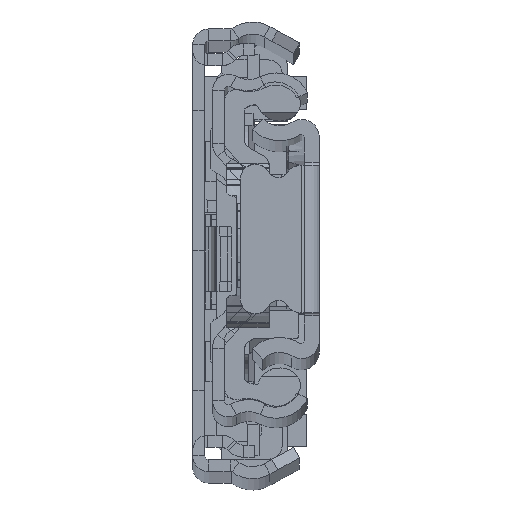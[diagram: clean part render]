
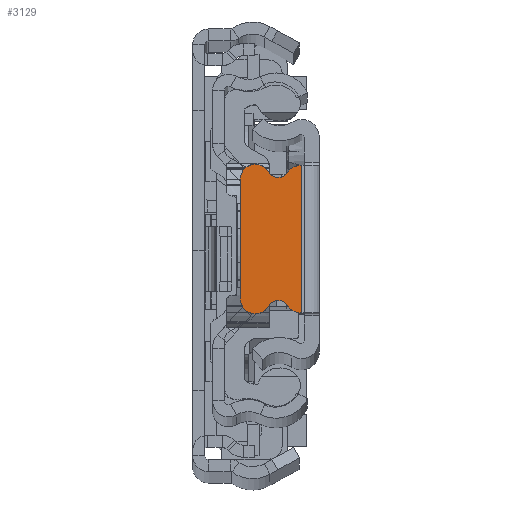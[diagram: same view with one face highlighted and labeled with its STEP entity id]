
A CAD part, top view. The second image highlights one B-rep face of the part: STEP entity #3129.
In plain terms, the highlighted planar face has unit normal (0, 0, 1).
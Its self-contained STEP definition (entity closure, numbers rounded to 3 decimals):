
#123 = CARTESIAN_POINT ( 'NONE',  ( -1.929, -7.37, 0. ) ) ;
#226 = CARTESIAN_POINT ( 'NONE',  ( -7.929, -6., 0. ) ) ;
#1710 = ORIENTED_EDGE ( 'NONE', *, *, #25616, .T. ) ;
#2435 = LINE ( 'NONE', #13453, #12641 ) ;
#2623 = DIRECTION ( 'NONE',  ( -1., 0., 0. ) ) ;
#2872 = AXIS2_PLACEMENT_3D ( 'NONE', #22462, #11293, #8968 ) ;
#3129 = ADVANCED_FACE ( 'NONE', ( #32987 ), #27823, .T. ) ;
#3551 = DIRECTION ( 'NONE',  ( 1., 0., 0. ) ) ;
#4049 = EDGE_CURVE ( 'NONE', #4865, #17043, #4072, .T. ) ;
#4072 = CIRCLE ( 'NONE', #15417, 1.5 ) ;
#4236 = DIRECTION ( 'NONE',  ( 0., 0., -1. ) ) ;
#4406 = CARTESIAN_POINT ( 'NONE',  ( -1.929, 7.37, 0. ) ) ;
#4405 = DIRECTION ( 'NONE',  ( -1., 0., 0. ) ) ;
#4815 = VERTEX_POINT ( 'NONE', #9585 ) ;
#4865 = VERTEX_POINT ( 'NONE', #4406 ) ;
#5337 = CIRCLE ( 'NONE', #28055, 1.1 ) ;
#5360 = DIRECTION ( 'NONE',  ( 0., 0., 1. ) ) ;
#5429 = ORIENTED_EDGE ( 'NONE', *, *, #33747, .T. ) ;
#7430 = DIRECTION ( 'NONE',  ( -1., 0., 0. ) ) ;
#7723 = VERTEX_POINT ( 'NONE', #30095 ) ;
#7776 = DIRECTION ( 'NONE',  ( 0., 0., 1. ) ) ;
#8545 = EDGE_CURVE ( 'NONE', #7723, #14445, #9832, .T. ) ;
#8927 = CARTESIAN_POINT ( 'NONE',  ( -1.929, -7.37, 0. ) ) ;
#8968 = DIRECTION ( 'NONE',  ( 1., 0., 0. ) ) ;
#9102 = EDGE_CURVE ( 'NONE', #4865, #9272, #2435, .T. ) ;
#9272 = VERTEX_POINT ( 'NONE', #27518 ) ;
#9585 = CARTESIAN_POINT ( 'NONE',  ( -1.75, -7.37, 0. ) ) ;
#9832 = CIRCLE ( 'NONE', #26890, 1.5 ) ;
#9947 = CARTESIAN_POINT ( 'NONE',  ( -5.109, -6.713, 0. ) ) ;
#10214 = EDGE_CURVE ( 'NONE', #12362, #7723, #5337, .T. ) ;
#11019 = CARTESIAN_POINT ( 'NONE',  ( -5.109, 6.713, 0. ) ) ;
#11293 = DIRECTION ( 'NONE',  ( 0., 0., 1. ) ) ;
#11823 = DIRECTION ( 'NONE',  ( 1., 0., 0. ) ) ;
#12362 = VERTEX_POINT ( 'NONE', #9947 ) ;
#12495 = EDGE_CURVE ( 'NONE', #4815, #14445, #27013, .T. ) ;
#12641 = VECTOR ( 'NONE', #21626, 1000. ) ;
#12753 = EDGE_CURVE ( 'NONE', #9272, #4815, #23163, .T. ) ;
#13271 = ORIENTED_EDGE ( 'NONE', *, *, #4049, .T. ) ;
#13453 = CARTESIAN_POINT ( 'NONE',  ( -1.929, 7.37, 0. ) ) ;
#14183 = CIRCLE ( 'NONE', #34627, 1.5 ) ;
#14227 = CIRCLE ( 'NONE', #27293, 1.1 ) ;
#14445 = VERTEX_POINT ( 'NONE', #8927 ) ;
#14462 = DIRECTION ( 'NONE',  ( 0., 0., 1. ) ) ;
#14562 = CARTESIAN_POINT ( 'NONE',  ( -7.929, 6., 0. ) ) ;
#15037 = VERTEX_POINT ( 'NONE', #11019 ) ;
#15417 = AXIS2_PLACEMENT_3D ( 'NONE', #29317, #23445, #34467 ) ;
#16841 = VECTOR ( 'NONE', #18394, 1000. ) ;
#17043 = VERTEX_POINT ( 'NONE', #21243 ) ;
#17672 = EDGE_LOOP ( 'NONE', ( #29674, #25761, #13271, #1710, #5429, #34274, #21176, #34237, #29890, #19969 ) ) ;
#18394 = DIRECTION ( 'NONE',  ( 0., -1., 0. ) ) ;
#19022 = CARTESIAN_POINT ( 'NONE',  ( -1.929, -5.87, 0. ) ) ;
#19969 = ORIENTED_EDGE ( 'NONE', *, *, #12495, .F. ) ;
#20998 = AXIS2_PLACEMENT_3D ( 'NONE', #28949, #7776, #7430 ) ;
#21176 = ORIENTED_EDGE ( 'NONE', *, *, #32058, .T. ) ;
#21243 = CARTESIAN_POINT ( 'NONE',  ( -3.206, 6.658, 0. ) ) ;
#21626 = DIRECTION ( 'NONE',  ( 1., 0., 0. ) ) ;
#21718 = DIRECTION ( 'NONE',  ( 1., 0., 0. ) ) ;
#22462 = CARTESIAN_POINT ( 'NONE',  ( 642.771, 0., 0. ) ) ;
#23163 = LINE ( 'NONE', #30851, #26537 ) ;
#23445 = DIRECTION ( 'NONE',  ( 0., 0., 1. ) ) ;
#24093 = LINE ( 'NONE', #226, #16841 ) ;
#24192 = VECTOR ( 'NONE', #2623, 1000. ) ;
#25616 = EDGE_CURVE ( 'NONE', #17043, #15037, #14227, .T. ) ;
#25761 = ORIENTED_EDGE ( 'NONE', *, *, #9102, .F. ) ;
#26126 = CARTESIAN_POINT ( 'NONE',  ( -4.142, -7.236, 0. ) ) ;
#26537 = VECTOR ( 'NONE', #31026, 1000. ) ;
#26890 = AXIS2_PLACEMENT_3D ( 'NONE', #19022, #5360, #21718 ) ;
#27013 = LINE ( 'NONE', #123, #24192 ) ;
#27293 = AXIS2_PLACEMENT_3D ( 'NONE', #33788, #27937, #3551 ) ;
#27518 = CARTESIAN_POINT ( 'NONE',  ( -1.75, 7.37, 0. ) ) ;
#27791 = CARTESIAN_POINT ( 'NONE',  ( -7.929, -6., 0. ) ) ;
#27823 = PLANE ( 'NONE',  #2872 ) ;
#27937 = DIRECTION ( 'NONE',  ( 0., 0., -1. ) ) ;
#28055 = AXIS2_PLACEMENT_3D ( 'NONE', #26126, #4236, #4405 ) ;
#28673 = VERTEX_POINT ( 'NONE', #27791 ) ;
#28949 = CARTESIAN_POINT ( 'NONE',  ( -6.429, 6., 0. ) ) ;
#29317 = CARTESIAN_POINT ( 'NONE',  ( -1.929, 5.87, 0. ) ) ;
#29674 = ORIENTED_EDGE ( 'NONE', *, *, #12753, .F. ) ;
#29890 = ORIENTED_EDGE ( 'NONE', *, *, #8545, .T. ) ;
#30095 = CARTESIAN_POINT ( 'NONE',  ( -3.206, -6.658, 0. ) ) ;
#30669 = CARTESIAN_POINT ( 'NONE',  ( -6.429, -6., 0. ) ) ;
#30762 = CIRCLE ( 'NONE', #20998, 1.5 ) ;
#30781 = EDGE_CURVE ( 'NONE', #33303, #28673, #24093, .T. ) ;
#30851 = CARTESIAN_POINT ( 'NONE',  ( -1.75, 0., 0. ) ) ;
#31026 = DIRECTION ( 'NONE',  ( 0., -1., 0. ) ) ;
#32058 = EDGE_CURVE ( 'NONE', #28673, #12362, #14183, .T. ) ;
#32987 = FACE_OUTER_BOUND ( 'NONE', #17672, .T. ) ;
#33303 = VERTEX_POINT ( 'NONE', #14562 ) ;
#33747 = EDGE_CURVE ( 'NONE', #15037, #33303, #30762, .T. ) ;
#33788 = CARTESIAN_POINT ( 'NONE',  ( -4.142, 7.236, 0. ) ) ;
#34237 = ORIENTED_EDGE ( 'NONE', *, *, #10214, .T. ) ;
#34274 = ORIENTED_EDGE ( 'NONE', *, *, #30781, .T. ) ;
#34467 = DIRECTION ( 'NONE',  ( -1., 0., 0. ) ) ;
#34627 = AXIS2_PLACEMENT_3D ( 'NONE', #30669, #14462, #11823 ) ;
